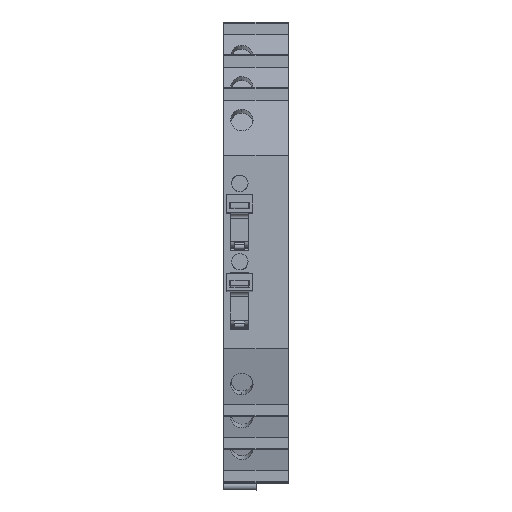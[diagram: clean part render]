
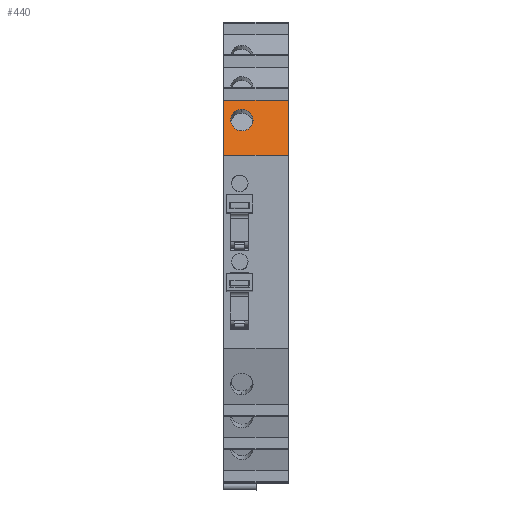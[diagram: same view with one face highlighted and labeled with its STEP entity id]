
A CAD part, top view. The second image highlights one B-rep face of the part: STEP entity #440.
In plain terms, the highlighted planar face has unit normal (0, 0.242, 0.97).
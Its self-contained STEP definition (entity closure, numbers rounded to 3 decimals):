
#315=AXIS2_PLACEMENT_3D('Plane Axis2P3D',#312,#313,#314) ;
#37=CARTESIAN_POINT('Line Origine',(6.1,62.89,79.544)) ;
#41=CARTESIAN_POINT('Vertex',(0.,62.89,79.544)) ;
#43=CARTESIAN_POINT('Vertex',(12.2,62.89,79.544)) ;
#312=CARTESIAN_POINT('Axis2P3D Location',(0.,62.89,79.544)) ;
#317=CARTESIAN_POINT('Line Origine',(6.1,73.334,76.94)) ;
#321=CARTESIAN_POINT('Vertex',(0.,73.334,76.94)) ;
#323=CARTESIAN_POINT('Vertex',(12.2,73.334,76.94)) ;
#326=CARTESIAN_POINT('Line Origine',(0.,68.112,78.242)) ;
#331=CARTESIAN_POINT('Line Origine',(12.2,68.112,78.242)) ;
#343=CARTESIAN_POINT('Control Point',(4.645,71.227,77.465)) ;
#344=CARTESIAN_POINT('Control Point',(4.478,71.339,77.437)) ;
#345=CARTESIAN_POINT('Control Point',(4.297,71.432,77.414)) ;
#346=CARTESIAN_POINT('Control Point',(4.105,71.503,77.397)) ;
#347=CARTESIAN_POINT('Control Point',(3.856,71.562,77.382)) ;
#348=CARTESIAN_POINT('Control Point',(3.603,71.585,77.376)) ;
#349=CARTESIAN_POINT('Control Point',(3.552,71.588,77.375)) ;
#350=CARTESIAN_POINT('Control Point',(3.501,71.589,77.375)) ;
#351=CARTESIAN_POINT('Control Point',(3.45,71.589,77.375)) ;
#352=CARTESIAN_POINT('Vertex',(4.645,71.227,77.465)) ;
#354=CARTESIAN_POINT('Vertex',(3.45,71.589,77.375)) ;
#358=CARTESIAN_POINT('Control Point',(5.55,69.551,77.883)) ;
#359=CARTESIAN_POINT('Control Point',(5.55,69.758,77.832)) ;
#360=CARTESIAN_POINT('Control Point',(5.523,69.965,77.78)) ;
#361=CARTESIAN_POINT('Control Point',(5.469,70.167,77.73)) ;
#362=CARTESIAN_POINT('Control Point',(5.317,70.535,77.638)) ;
#363=CARTESIAN_POINT('Control Point',(5.08,70.857,77.558)) ;
#364=CARTESIAN_POINT('Control Point',(4.949,70.997,77.523)) ;
#365=CARTESIAN_POINT('Control Point',(4.803,71.121,77.492)) ;
#366=CARTESIAN_POINT('Control Point',(4.645,71.227,77.465)) ;
#367=CARTESIAN_POINT('Vertex',(5.55,69.551,77.883)) ;
#371=CARTESIAN_POINT('Control Point',(4.645,67.876,78.301)) ;
#372=CARTESIAN_POINT('Control Point',(4.82,67.994,78.272)) ;
#373=CARTESIAN_POINT('Control Point',(4.98,68.133,78.237)) ;
#374=CARTESIAN_POINT('Control Point',(5.121,68.291,78.197)) ;
#375=CARTESIAN_POINT('Control Point',(5.346,68.622,78.115)) ;
#376=CARTESIAN_POINT('Control Point',(5.484,68.995,78.022)) ;
#377=CARTESIAN_POINT('Control Point',(5.528,69.178,77.976)) ;
#378=CARTESIAN_POINT('Control Point',(5.55,69.365,77.93)) ;
#379=CARTESIAN_POINT('Control Point',(5.55,69.551,77.883)) ;
#380=CARTESIAN_POINT('Vertex',(4.645,67.876,78.301)) ;
#384=CARTESIAN_POINT('Control Point',(3.45,67.514,78.391)) ;
#385=CARTESIAN_POINT('Control Point',(3.653,67.514,78.391)) ;
#386=CARTESIAN_POINT('Control Point',(3.857,67.538,78.385)) ;
#387=CARTESIAN_POINT('Control Point',(4.056,67.586,78.373)) ;
#388=CARTESIAN_POINT('Control Point',(4.296,67.674,78.351)) ;
#389=CARTESIAN_POINT('Control Point',(4.517,67.796,78.321)) ;
#390=CARTESIAN_POINT('Control Point',(4.561,67.821,78.315)) ;
#391=CARTESIAN_POINT('Control Point',(4.603,67.848,78.308)) ;
#392=CARTESIAN_POINT('Control Point',(4.645,67.876,78.301)) ;
#393=CARTESIAN_POINT('Vertex',(3.45,67.514,78.391)) ;
#397=CARTESIAN_POINT('Control Point',(1.35,69.551,77.883)) ;
#398=CARTESIAN_POINT('Control Point',(1.35,69.345,77.935)) ;
#399=CARTESIAN_POINT('Control Point',(1.377,69.138,77.986)) ;
#400=CARTESIAN_POINT('Control Point',(1.431,68.936,78.037)) ;
#401=CARTESIAN_POINT('Control Point',(1.591,68.549,78.133)) ;
#402=CARTESIAN_POINT('Control Point',(1.845,68.213,78.217)) ;
#403=CARTESIAN_POINT('Control Point',(1.993,68.062,78.254)) ;
#404=CARTESIAN_POINT('Control Point',(2.326,67.799,78.32)) ;
#405=CARTESIAN_POINT('Control Point',(2.716,67.625,78.363)) ;
#406=CARTESIAN_POINT('Control Point',(2.922,67.563,78.379)) ;
#407=CARTESIAN_POINT('Control Point',(3.154,67.523,78.389)) ;
#408=CARTESIAN_POINT('Control Point',(3.388,67.515,78.391)) ;
#409=CARTESIAN_POINT('Control Point',(3.408,67.514,78.391)) ;
#410=CARTESIAN_POINT('Control Point',(3.429,67.514,78.391)) ;
#411=CARTESIAN_POINT('Control Point',(3.45,67.514,78.391)) ;
#412=CARTESIAN_POINT('Vertex',(1.35,69.551,77.883)) ;
#416=CARTESIAN_POINT('Control Point',(3.45,71.589,77.375)) ;
#417=CARTESIAN_POINT('Control Point',(3.237,71.589,77.375)) ;
#418=CARTESIAN_POINT('Control Point',(3.024,71.563,77.382)) ;
#419=CARTESIAN_POINT('Control Point',(2.816,71.511,77.395)) ;
#420=CARTESIAN_POINT('Control Point',(2.417,71.356,77.433)) ;
#421=CARTESIAN_POINT('Control Point',(2.071,71.109,77.495)) ;
#422=CARTESIAN_POINT('Control Point',(1.915,70.965,77.531)) ;
#423=CARTESIAN_POINT('Control Point',(1.644,70.642,77.611)) ;
#424=CARTESIAN_POINT('Control Point',(1.465,70.263,77.706)) ;
#425=CARTESIAN_POINT('Control Point',(1.401,70.064,77.755)) ;
#426=CARTESIAN_POINT('Control Point',(1.359,69.839,77.812)) ;
#427=CARTESIAN_POINT('Control Point',(1.351,69.612,77.868)) ;
#428=CARTESIAN_POINT('Control Point',(1.35,69.592,77.873)) ;
#429=CARTESIAN_POINT('Control Point',(1.35,69.572,77.878)) ;
#430=CARTESIAN_POINT('Control Point',(1.35,69.551,77.883)) ;
#38=DIRECTION('Vector Direction',(1.,0.,0.)) ;
#313=DIRECTION('Axis2P3D Direction',(0.,-0.242,-0.97)) ;
#314=DIRECTION('Axis2P3D XDirection',(0.,0.97,-0.242)) ;
#318=DIRECTION('Vector Direction',(1.,0.,0.)) ;
#327=DIRECTION('Vector Direction',(0.,0.97,-0.242)) ;
#332=DIRECTION('Vector Direction',(0.,-0.97,0.242)) ;
#39=VECTOR('Line Direction',#38,1.) ;
#319=VECTOR('Line Direction',#318,1.) ;
#328=VECTOR('Line Direction',#327,1.) ;
#333=VECTOR('Line Direction',#332,1.) ;
#337=ORIENTED_EDGE('',*,*,#325,.F.) ;
#338=ORIENTED_EDGE('',*,*,#330,.F.) ;
#339=ORIENTED_EDGE('',*,*,#45,.T.) ;
#340=ORIENTED_EDGE('',*,*,#335,.F.) ;
#433=ORIENTED_EDGE('',*,*,#356,.F.) ;
#434=ORIENTED_EDGE('',*,*,#369,.F.) ;
#435=ORIENTED_EDGE('',*,*,#382,.F.) ;
#436=ORIENTED_EDGE('',*,*,#395,.F.) ;
#437=ORIENTED_EDGE('',*,*,#414,.F.) ;
#438=ORIENTED_EDGE('',*,*,#431,.F.) ;
#439=FACE_BOUND('',#432,.T.) ;
#440=ADVANCED_FACE('GEHAEUSE',(#341,#439),#316,.F.) ;
#342=B_SPLINE_CURVE_WITH_KNOTS('',5,(#343,#344,#345,#346,#347,#348,#349,#350,#351),.UNSPECIFIED.,.F.,.U.,(6,3,6),(0.,1.441,1.802),.UNSPECIFIED.) ;
#357=B_SPLINE_CURVE_WITH_KNOTS('',5,(#358,#359,#360,#361,#362,#363,#364,#365,#366),.UNSPECIFIED.,.F.,.U.,(6,3,6),(0.,1.51,2.874),.UNSPECIFIED.) ;
#370=B_SPLINE_CURVE_WITH_KNOTS('',5,(#371,#372,#373,#374,#375,#376,#377,#378,#379),.UNSPECIFIED.,.F.,.U.,(6,3,6),(0.,1.51,2.874),.UNSPECIFIED.) ;
#383=B_SPLINE_CURVE_WITH_KNOTS('',5,(#384,#385,#386,#387,#388,#389,#390,#391,#392),.UNSPECIFIED.,.F.,.U.,(6,3,6),(0.,1.441,1.802),.UNSPECIFIED.) ;
#396=B_SPLINE_CURVE_WITH_KNOTS('',5,(#397,#398,#399,#400,#401,#402,#403,#404,#405,#406,#407,#408,#409,#410,#411),.UNSPECIFIED.,.F.,.U.,(6,3,3,3,6),(0.,1.51,3.02,4.53,4.677),.UNSPECIFIED.) ;
#415=B_SPLINE_CURVE_WITH_KNOTS('',5,(#416,#417,#418,#419,#420,#421,#422,#423,#424,#425,#426,#427,#428,#429,#430),.UNSPECIFIED.,.F.,.U.,(6,3,3,3,6),(0.,1.51,3.02,4.53,4.677),.UNSPECIFIED.) ;
#45=EDGE_CURVE('',#42,#44,#40,.T.) ;
#325=EDGE_CURVE('',#322,#324,#320,.T.) ;
#330=EDGE_CURVE('',#42,#322,#329,.T.) ;
#335=EDGE_CURVE('',#324,#44,#334,.T.) ;
#356=EDGE_CURVE('',#353,#355,#342,.T.) ;
#369=EDGE_CURVE('',#368,#353,#357,.T.) ;
#382=EDGE_CURVE('',#381,#368,#370,.T.) ;
#395=EDGE_CURVE('',#394,#381,#383,.T.) ;
#414=EDGE_CURVE('',#413,#394,#396,.T.) ;
#431=EDGE_CURVE('',#355,#413,#415,.T.) ;
#336=EDGE_LOOP('',(#337,#338,#339,#340)) ;
#432=EDGE_LOOP('',(#433,#434,#435,#436,#437,#438)) ;
#341=FACE_OUTER_BOUND('',#336,.T.) ;
#40=LINE('Line',#37,#39) ;
#320=LINE('Line',#317,#319) ;
#329=LINE('Line',#326,#328) ;
#334=LINE('Line',#331,#333) ;
#316=PLANE('',#315) ;
#42=VERTEX_POINT('',#41) ;
#44=VERTEX_POINT('',#43) ;
#322=VERTEX_POINT('',#321) ;
#324=VERTEX_POINT('',#323) ;
#353=VERTEX_POINT('',#352) ;
#355=VERTEX_POINT('',#354) ;
#368=VERTEX_POINT('',#367) ;
#381=VERTEX_POINT('',#380) ;
#394=VERTEX_POINT('',#393) ;
#413=VERTEX_POINT('',#412) ;
